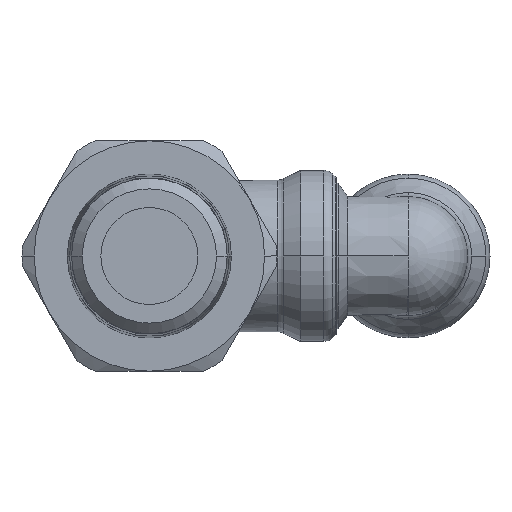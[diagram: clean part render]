
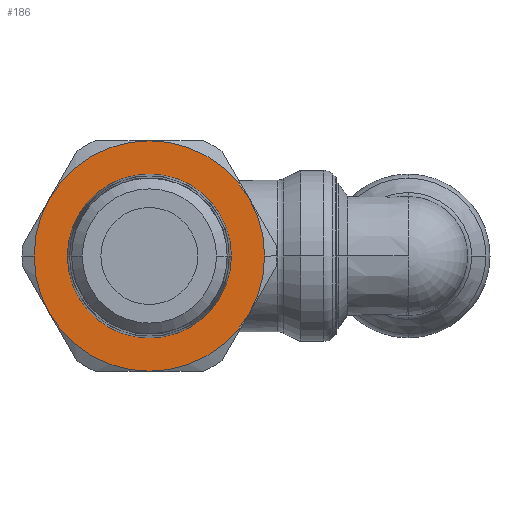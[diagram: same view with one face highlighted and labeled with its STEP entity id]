
A CAD part, front view. The second image highlights one B-rep face of the part: STEP entity #186.
In plain terms, the highlighted planar face has unit normal (0, -1, 0).
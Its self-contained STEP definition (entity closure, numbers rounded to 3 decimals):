
#186=ADVANCED_FACE('',(#481,#482),#483,.T.);
#481=FACE_BOUND('',#794,.T.);
#482=FACE_OUTER_BOUND('',#795,.T.);
#483=PLANE('',#796);
#794=EDGE_LOOP('',(#1935,#1936));
#795=EDGE_LOOP('',(#1937,#1938));
#796=AXIS2_PLACEMENT_3D('',#1939,#1940,#1941);
#1935=ORIENTED_EDGE('',*,*,#2247,.T.);
#1936=ORIENTED_EDGE('',*,*,#2267,.T.);
#1937=ORIENTED_EDGE('',*,*,#2104,.F.);
#1938=ORIENTED_EDGE('',*,*,#2353,.F.);
#1939=CARTESIAN_POINT('',(-4.75,0.0,0.0));
#1940=DIRECTION('',(0.0,-1.0,-0.0));
#1941=DIRECTION('',(1.0,0.0,0.0));
#2104=EDGE_CURVE('',#2620,#2623,#2624,.T.);
#2247=EDGE_CURVE('',#2865,#2869,#2871,.T.);
#2267=EDGE_CURVE('',#2869,#2865,#2903,.T.);
#2353=EDGE_CURVE('',#2623,#2620,#3020,.T.);
#2620=VERTEX_POINT('',#3375);
#2623=VERTEX_POINT('',#3379);
#2624=CIRCLE('',#3380,9.5);
#2865=VERTEX_POINT('',#3993);
#2869=VERTEX_POINT('',#3998);
#2871=CIRCLE('',#4001,6.76);
#2903=CIRCLE('',#4039,6.76);
#3020=CIRCLE('',#4295,9.5);
#3375=CARTESIAN_POINT('',(-9.5,0.0,0.0));
#3379=CARTESIAN_POINT('',(9.5,0.0,0.));
#3380=AXIS2_PLACEMENT_3D('',#4584,#4585,#4586);
#3993=CARTESIAN_POINT('',(6.76,0.0,0.0));
#3998=CARTESIAN_POINT('',(-6.76,0.0,0.));
#4001=AXIS2_PLACEMENT_3D('',#4865,#4866,#4867);
#4039=AXIS2_PLACEMENT_3D('',#4913,#4914,#4915);
#4295=AXIS2_PLACEMENT_3D('',#5086,#5087,#5088);
#4584=CARTESIAN_POINT('',(0.0,0.0,0.0));
#4585=DIRECTION('',(0.0,1.0,0.0));
#4586=DIRECTION('',(-1.0,0.0,0.0));
#4865=CARTESIAN_POINT('',(0.0,0.0,0.0));
#4866=DIRECTION('',(-0.0,1.0,0.0));
#4867=DIRECTION('',(1.0,0.0,0.0));
#4913=CARTESIAN_POINT('',(0.0,0.0,0.0));
#4914=DIRECTION('',(-0.0,1.0,0.0));
#4915=DIRECTION('',(1.0,0.0,0.0));
#5086=CARTESIAN_POINT('',(0.0,0.0,0.0));
#5087=DIRECTION('',(0.0,1.0,0.0));
#5088=DIRECTION('',(-1.0,0.0,0.0));
